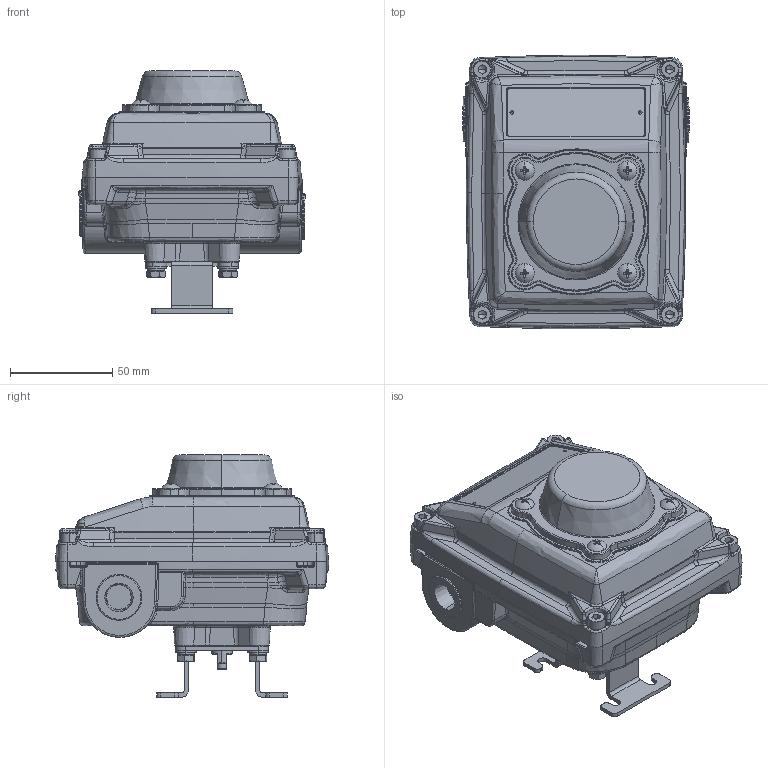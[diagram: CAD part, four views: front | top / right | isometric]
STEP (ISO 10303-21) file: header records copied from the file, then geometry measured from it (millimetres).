
FILE_DESCRIPTION (( 'STEP AP203' ), '1' );
FILE_NAME ('KLS20+BS1.STEP', '2020-05-14T13:10:59', ( '' ), ( '' ), 'SwSTEP 2.0', 'SolidWorks 2017', '' );
FILE_SCHEMA (( 'CONFIG_CONTROL_DESIGN' ));
Length unit declared in the file: millimetre
Products named in the file (13): KE016-0760 孺紫辦 (Rev.2); socket head cap screw_ks_KS 1003 - M5 x 12 x 12-S; PORT-P (Rev.0); KLS20+BS1; e-type retaining ring_ks_KS 1337 - 7; KLS20-0021 COVER (Rev.1); 價蝶 M5 諦凜; KLS20-0010 BODY (Rev.2); KLS10-1754 府固飘胶困摹宏扼南 (Rev.2); hexagon head bolt (grade a)_ks_KS 1002 A - M5 x 10 x 10-N; truss cross head screw_ks_KS 1023 TC - M4 x 6-N; KLS10-0160 SHAFT (Rev.2); 價蝶 M5 蝶Щ葭 諦凜
Assembly tree (28 placements, depth 2):
  KLS20+BS1
    KLS20-0021 COVER (Rev.1)
    KLS20-0010 BODY (Rev.2)
    PORT-P (Rev.0)  x2
    KLS10-0160 SHAFT (Rev.2)
    e-type retaining ring_ks_KS 1337 - 7
    KE016-0760 孺紫辦 (Rev.2)
    truss cross head screw_ks_KS 1023 TC - M4 x 6-N  x4
    socket head cap screw_ks_KS 1003 - M5 x 12 x 12-S  x4
    KLS10-1754 府固飘胶困摹宏扼南 (Rev.2)
    價蝶 M5 諦凜  x4
    價蝶 M5 蝶Щ葭 諦凜  x4
    hexagon head bolt (grade a)_ks_KS 1002 A - M5 x 10 x 10-N  x4
Bounding box: 110.77 x 133.9 x 118.6 mm (x, y, z)
Volume: 589963.4 mm3; surface area: 150619 mm2
Topology: 28 solids, 28 shells, 2392 faces, 5506 edges, 3164 vertices
Faces by surface type: bspline 790, cylinder 576, plane 492, cone 415, torus 111, sphere 8
Entity records: 80436 total; most frequent: CARTESIAN_POINT 41968, ORIENTED_EDGE 8530, DIRECTION 6653, EDGE_CURVE 4265, AXIS2_PLACEMENT_3D 2757, VERTEX_POINT 2500, EDGE_LOOP 1905, FACE_OUTER_BOUND 1826
